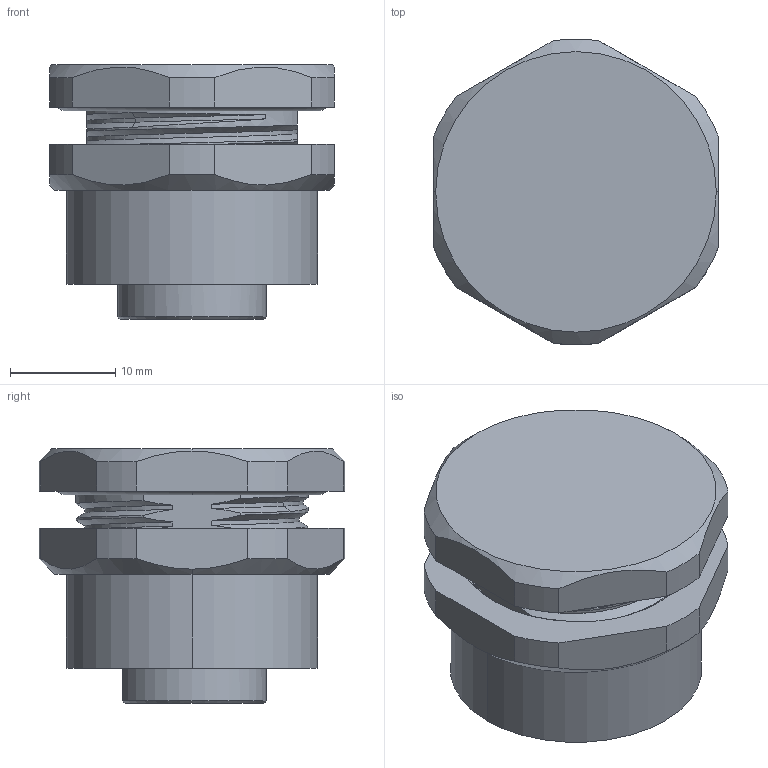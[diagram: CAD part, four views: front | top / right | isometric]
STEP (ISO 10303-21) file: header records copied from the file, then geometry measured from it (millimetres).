
FILE_DESCRIPTION((''),'2;1');
FILE_NAME('7_8-F03--BKR-W1_5_SW0001','2020-09-25T',('tc.chen'),(''),'PRO/ENGINEER BY PARAMETRIC TECHNOLOGY CORPORATION, 2012480','PRO/ENGINEER BY PARAMETRIC TECHNOLOGY CORPORATION, 2012480','');
FILE_SCHEMA(('AUTOMOTIVE_DESIGN { 1 0 10303 214 1 1 1 1 }'));
Length unit declared in the file: millimetre
Products named in the file (1): 7_8-F03--BKR-W1_5_SW0001
Bounding box: 27 x 28.96 x 24.1 mm (x, y, z)
Volume: 9384.2 mm3; surface area: 6347.7 mm2
Topology: 1 solids, 1 shells, 310 faces, 903 edges, 595 vertices
Faces by surface type: plane 103, cylinder 74, bspline 59, cone 46, torus 28
Entity records: 19826 total; most frequent: CARTESIAN_POINT 11288, ORIENTED_EDGE 1806, DIRECTION 1300, EDGE_CURVE 903, VERTEX_POINT 595, AXIS2_PLACEMENT_3D 528, B_SPLINE_CURVE_WITH_KNOTS 382, EDGE_LOOP 332
